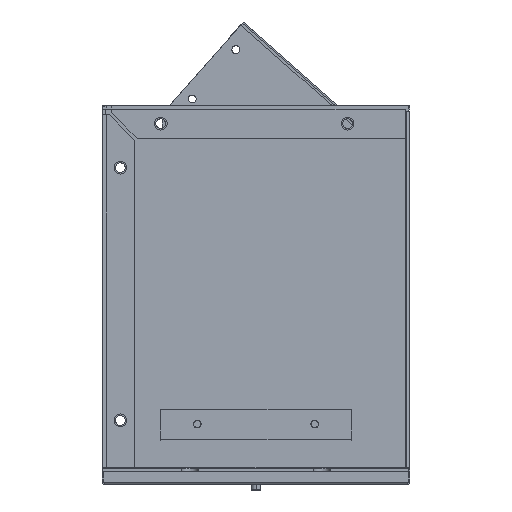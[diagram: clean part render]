
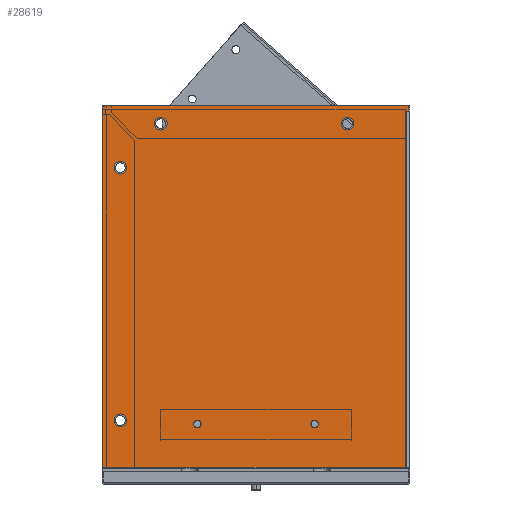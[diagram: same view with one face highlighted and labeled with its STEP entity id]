
A CAD part, left-side view. The second image highlights one B-rep face of the part: STEP entity #28619.
In plain terms, the highlighted planar face has unit normal (-1, 0, 0).
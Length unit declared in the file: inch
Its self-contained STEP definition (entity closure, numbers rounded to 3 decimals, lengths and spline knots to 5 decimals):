
#25902=DIRECTION('',(0.,0.,1.));
#25903=VECTOR('',#25902,6.18);
#25904=CARTESIAN_POINT('',(1.84647,6.96742,-6.178));
#25905=LINE('',#25904,#25903);
#25914=DIRECTION('',(0.,-1.,0.));
#25915=VECTOR('',#25914,5.235);
#25916=CARTESIAN_POINT('',(1.84647,6.96742,
0.002));
#25917=LINE('',#25916,#25915);
#25926=DIRECTION('',(0.,0.,-1.));
#25927=VECTOR('',#25926,0.1);
#25928=CARTESIAN_POINT('',(1.84647,1.73242,
0.002));
#25929=LINE('',#25928,#25927);
#25934=DIRECTION('',(0.,1.,0.));
#25935=VECTOR('',#25934,0.055);
#25936=CARTESIAN_POINT('',(1.84647,1.73242,
-0.098));
#25937=LINE('',#25936,#25935);
#26464=DIRECTION('',(0.,1.,0.));
#26465=VECTOR('',#26464,5.18);
#26466=CARTESIAN_POINT('',(1.84644,1.78742,
-6.17707));
#26467=LINE('',#26466,#26465);
#26468=CARTESIAN_POINT('',(1.84647,3.34242,-5.438));
#26469=DIRECTION('',(1.,0.,0.));
#26470=DIRECTION('',(0.,1.,0.));
#26471=AXIS2_PLACEMENT_3D('',#26468,#26469,#26470);
#26473=CARTESIAN_POINT('',(1.84647,3.34242,-5.438));
#26474=DIRECTION('',(1.,0.,0.));
#26475=DIRECTION('',(0.,-1.,0.));
#26476=AXIS2_PLACEMENT_3D('',#26473,#26474,#26475);
#26478=CARTESIAN_POINT('',(1.84647,5.34242,-5.438));
#26479=DIRECTION('',(1.,0.,0.));
#26480=DIRECTION('',(0.,1.,0.));
#26481=AXIS2_PLACEMENT_3D('',#26478,#26479,#26480);
#26483=CARTESIAN_POINT('',(1.84647,5.34242,-5.438));
#26484=DIRECTION('',(1.,0.,0.));
#26485=DIRECTION('',(0.,-1.,0.));
#26486=AXIS2_PLACEMENT_3D('',#26483,#26484,#26485);
#26488=CARTESIAN_POINT('',(1.84647,5.96742,
-0.31));
#26489=DIRECTION('',(1.,0.,0.));
#26490=DIRECTION('',(0.,1.,0.));
#26491=AXIS2_PLACEMENT_3D('',#26488,#26489,#26490);
#26493=CARTESIAN_POINT('',(1.84647,5.96742,
-0.31));
#26494=DIRECTION('',(1.,0.,0.));
#26495=DIRECTION('',(0.,-1.,0.));
#26496=AXIS2_PLACEMENT_3D('',#26493,#26494,#26495);
#26498=CARTESIAN_POINT('',(1.84647,2.77942,
-0.31));
#26499=DIRECTION('',(1.,0.,0.));
#26500=DIRECTION('',(0.,1.,0.));
#26501=AXIS2_PLACEMENT_3D('',#26498,#26499,#26500);
#26503=CARTESIAN_POINT('',(1.84647,2.77942,
-0.31));
#26504=DIRECTION('',(1.,0.,0.));
#26505=DIRECTION('',(0.,-1.,0.));
#26506=AXIS2_PLACEMENT_3D('',#26503,#26504,#26505);
#26508=CARTESIAN_POINT('',(1.84647,6.65542,-5.373));
#26509=DIRECTION('',(1.,0.,0.));
#26510=DIRECTION('',(0.,1.,0.));
#26511=AXIS2_PLACEMENT_3D('',#26508,#26509,#26510);
#26513=CARTESIAN_POINT('',(1.84647,6.65542,-5.373));
#26514=DIRECTION('',(1.,0.,0.));
#26515=DIRECTION('',(0.,-1.,0.));
#26516=AXIS2_PLACEMENT_3D('',#26513,#26514,#26515);
#26518=CARTESIAN_POINT('',(1.84647,6.65542,
-1.061));
#26519=DIRECTION('',(1.,0.,0.));
#26520=DIRECTION('',(0.,1.,0.));
#26521=AXIS2_PLACEMENT_3D('',#26518,#26519,#26520);
#26523=CARTESIAN_POINT('',(1.84647,6.65542,
-1.061));
#26524=DIRECTION('',(1.,0.,0.));
#26525=DIRECTION('',(0.,-1.,0.));
#26526=AXIS2_PLACEMENT_3D('',#26523,#26524,#26525);
#26532=DIRECTION('',(0.,0.,
-1.));
#26533=VECTOR('',#26532,6.07907);
#26534=CARTESIAN_POINT('',(1.84647,1.78742,
-0.098));
#26535=LINE('',#26534,#26533);
#26872=CARTESIAN_POINT('',(1.84644,1.78742,
-6.17707));
#26874=VERTEX_POINT('',#26872);
#26938=CARTESIAN_POINT('',(1.84647,1.78742,
-0.098));
#26939=VERTEX_POINT('',#26938);
#26940=CARTESIAN_POINT('',(1.84647,1.73242,
-0.098));
#26941=VERTEX_POINT('',#26940);
#26942=CARTESIAN_POINT('',(1.84647,1.73242,
0.002));
#26943=VERTEX_POINT('',#26942);
#26944=CARTESIAN_POINT('',(1.84647,6.96742,
0.002));
#26945=VERTEX_POINT('',#26944);
#26946=CARTESIAN_POINT('',(1.84647,6.96742,-6.178));
#26947=VERTEX_POINT('',#26946);
#27065=CARTESIAN_POINT('',(1.84647,3.27992,-5.438));
#27067=VERTEX_POINT('',#27065);
#27071=CARTESIAN_POINT('',(1.84647,3.40492,-5.438));
#27072=VERTEX_POINT('',#27071);
#27073=CARTESIAN_POINT('',(1.84647,5.27992,-5.438));
#27075=VERTEX_POINT('',#27073);
#27079=CARTESIAN_POINT('',(1.84647,5.40492,-5.438));
#27080=VERTEX_POINT('',#27079);
#27097=CARTESIAN_POINT('',(1.84647,5.85842,
-0.31));
#27099=VERTEX_POINT('',#27097);
#27103=CARTESIAN_POINT('',(1.84647,6.07642,
-0.31));
#27104=VERTEX_POINT('',#27103);
#27105=CARTESIAN_POINT('',(1.84647,2.67042,
-0.31));
#27107=VERTEX_POINT('',#27105);
#27111=CARTESIAN_POINT('',(1.84647,2.88842,
-0.31));
#27112=VERTEX_POINT('',#27111);
#27113=CARTESIAN_POINT('',(1.84647,6.54642,-5.373));
#27115=VERTEX_POINT('',#27113);
#27119=CARTESIAN_POINT('',(1.84647,6.76442,-5.373));
#27120=VERTEX_POINT('',#27119);
#27121=CARTESIAN_POINT('',(1.84647,6.54642,
-1.061));
#27123=VERTEX_POINT('',#27121);
#27127=CARTESIAN_POINT('',(1.84647,6.76442,
-1.061));
#27128=VERTEX_POINT('',#27127);
#28569=CARTESIAN_POINT('',(1.84647,4.34992,-3.088));
#28570=DIRECTION('',(1.,0.,0.));
#28571=DIRECTION('',(0.,1.,0.));
#28572=AXIS2_PLACEMENT_3D('',#28569,#28570,#28571);
#28573=PLANE('',#28572);
#28574=ORIENTED_EDGE('',*,*,#28564,.T.);
#28575=ORIENTED_EDGE('',*,*,#27879,.T.);
#28576=ORIENTED_EDGE('',*,*,#27894,.T.);
#28577=ORIENTED_EDGE('',*,*,#27909,.T.);
#28578=ORIENTED_EDGE('',*,*,#27924,.T.);
#28580=ORIENTED_EDGE('',*,*,#28579,.T.);
#28581=EDGE_LOOP('',(#28574,#28575,#28576,#28577,#28578,#28580));
#28582=FACE_OUTER_BOUND('',#28581,.F.);
#28584=ORIENTED_EDGE('',*,*,#28583,.F.);
#28586=ORIENTED_EDGE('',*,*,#28585,.F.);
#28587=EDGE_LOOP('',(#28584,#28586));
#28588=FACE_BOUND('',#28587,.F.);
#28590=ORIENTED_EDGE('',*,*,#28589,.F.);
#28592=ORIENTED_EDGE('',*,*,#28591,.F.);
#28593=EDGE_LOOP('',(#28590,#28592));
#28594=FACE_BOUND('',#28593,.F.);
#28596=ORIENTED_EDGE('',*,*,#28595,.F.);
#28598=ORIENTED_EDGE('',*,*,#28597,.F.);
#28599=EDGE_LOOP('',(#28596,#28598));
#28600=FACE_BOUND('',#28599,.F.);
#28602=ORIENTED_EDGE('',*,*,#28601,.F.);
#28604=ORIENTED_EDGE('',*,*,#28603,.F.);
#28605=EDGE_LOOP('',(#28602,#28604));
#28606=FACE_BOUND('',#28605,.F.);
#28608=ORIENTED_EDGE('',*,*,#28607,.F.);
#28610=ORIENTED_EDGE('',*,*,#28609,.F.);
#28611=EDGE_LOOP('',(#28608,#28610));
#28612=FACE_BOUND('',#28611,.F.);
#28614=ORIENTED_EDGE('',*,*,#28613,.F.);
#28616=ORIENTED_EDGE('',*,*,#28615,.F.);
#28617=EDGE_LOOP('',(#28614,#28616));
#28618=FACE_BOUND('',#28617,.F.);
#28619=ADVANCED_FACE('',(#28582,#28588,#28594,#28600,#28606,#28612,#28618),
#28573,.F.);
#26472=CIRCLE('',#26471,0.0625);
#26477=CIRCLE('',#26476,0.0625);
#26482=CIRCLE('',#26481,0.0625);
#26487=CIRCLE('',#26486,0.0625);
#26492=CIRCLE('',#26491,0.109);
#26497=CIRCLE('',#26496,0.109);
#26502=CIRCLE('',#26501,0.109);
#26507=CIRCLE('',#26506,0.109);
#26512=CIRCLE('',#26511,0.109);
#26517=CIRCLE('',#26516,0.109);
#26522=CIRCLE('',#26521,0.109);
#26527=CIRCLE('',#26526,0.109);
#27879=EDGE_CURVE('',#26947,#26945,#25905,.T.);
#27894=EDGE_CURVE('',#26945,#26943,#25917,.T.);
#27909=EDGE_CURVE('',#26943,#26941,#25929,.T.);
#27924=EDGE_CURVE('',#26941,#26939,#25937,.T.);
#28564=EDGE_CURVE('',#26874,#26947,#26467,.T.);
#28579=EDGE_CURVE('',#26939,#26874,#26535,.T.);
#28583=EDGE_CURVE('',#27072,#27067,#26472,.T.);
#28585=EDGE_CURVE('',#27067,#27072,#26477,.T.);
#28589=EDGE_CURVE('',#27080,#27075,#26482,.T.);
#28591=EDGE_CURVE('',#27075,#27080,#26487,.T.);
#28595=EDGE_CURVE('',#27104,#27099,#26492,.T.);
#28597=EDGE_CURVE('',#27099,#27104,#26497,.T.);
#28601=EDGE_CURVE('',#27112,#27107,#26502,.T.);
#28603=EDGE_CURVE('',#27107,#27112,#26507,.T.);
#28607=EDGE_CURVE('',#27120,#27115,#26512,.T.);
#28609=EDGE_CURVE('',#27115,#27120,#26517,.T.);
#28613=EDGE_CURVE('',#27128,#27123,#26522,.T.);
#28615=EDGE_CURVE('',#27123,#27128,#26527,.T.);
